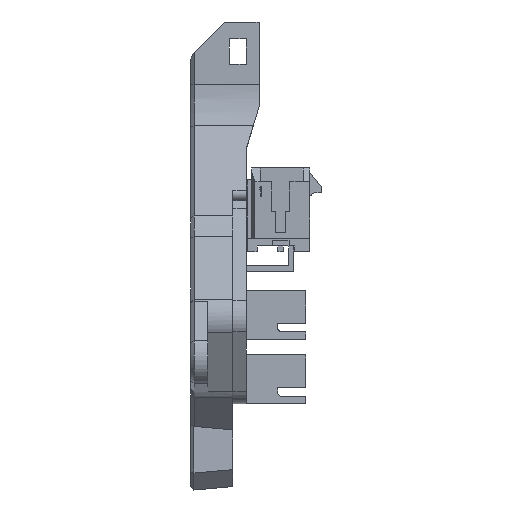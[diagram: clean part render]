
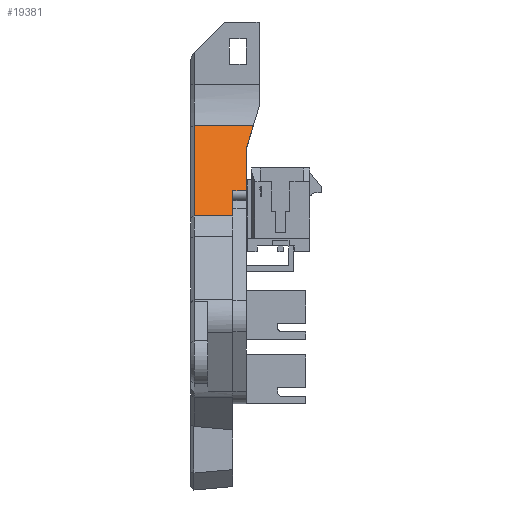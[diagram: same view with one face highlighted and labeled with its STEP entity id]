
A CAD part, front view. The second image highlights one B-rep face of the part: STEP entity #19381.
In plain terms, the highlighted face is planar.
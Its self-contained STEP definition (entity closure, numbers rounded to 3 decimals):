
#1513=FACE_OUTER_BOUND('',#2656,.T.);
#2656=EDGE_LOOP('',(#16768,#16769,#16770,#16771,#16772,#16773,#16774));
#4913=LINE('',#30522,#7343);
#5004=LINE('',#30746,#7434);
#5052=LINE('',#30863,#7482);
#5053=LINE('',#30866,#7483);
#5054=LINE('',#30868,#7484);
#5055=LINE('',#30870,#7485);
#5056=LINE('',#30871,#7486);
#7343=VECTOR('',#25004,10.);
#7434=VECTOR('',#25181,10.);
#7482=VECTOR('',#25297,10.);
#7483=VECTOR('',#25300,10.);
#7484=VECTOR('',#25301,10.);
#7485=VECTOR('',#25302,0.8);
#7486=VECTOR('',#25303,10.);
#9073=VERTEX_POINT('',#30519);
#9074=VERTEX_POINT('',#30521);
#9153=VERTEX_POINT('',#30736);
#9155=VERTEX_POINT('',#30742);
#9188=VERTEX_POINT('',#30865);
#9189=VERTEX_POINT('',#30867);
#9190=VERTEX_POINT('',#30869);
#11596=EDGE_CURVE('',#9074,#9073,#4913,.F.);
#11704=EDGE_CURVE('',#9153,#9155,#5004,.T.);
#11764=EDGE_CURVE('',#9155,#9073,#5052,.T.);
#11765=EDGE_CURVE('',#9188,#9153,#5053,.T.);
#11766=EDGE_CURVE('',#9189,#9188,#5054,.T.);
#11767=EDGE_CURVE('',#9190,#9189,#5055,.T.);
#11768=EDGE_CURVE('',#9190,#9074,#5056,.T.);
#16768=ORIENTED_EDGE('',*,*,#11704,.F.);
#16769=ORIENTED_EDGE('',*,*,#11765,.F.);
#16770=ORIENTED_EDGE('',*,*,#11766,.F.);
#16771=ORIENTED_EDGE('',*,*,#11767,.F.);
#16772=ORIENTED_EDGE('',*,*,#11768,.T.);
#16773=ORIENTED_EDGE('',*,*,#11596,.T.);
#16774=ORIENTED_EDGE('',*,*,#11764,.F.);
#18153=PLANE('',#20632);
#19381=ADVANCED_FACE('',(#1513),#18153,.T.);
#20632=AXIS2_PLACEMENT_3D('',#30864,#25298,#25299);
#25004=DIRECTION('',(-0.472,-0.844,-0.253));
#25181=DIRECTION('',(0.488,0.873,0.));
#25297=DIRECTION('',(0.,0.,1.));
#25298=DIRECTION('center_axis',(-0.873,0.488,0.));
#25299=DIRECTION('ref_axis',(0.488,0.873,0.));
#25300=DIRECTION('',(0.,0.,-1.));
#25301=DIRECTION('',(-0.488,-0.873,0.));
#25302=DIRECTION('',(0.,0.,-1.));
#25303=DIRECTION('',(0.488,0.873,0.));
#30519=CARTESIAN_POINT('',(-8.27,18.927,2.418));
#30521=CARTESIAN_POINT('',(-9.794,16.2,1.6));
#30522=CARTESIAN_POINT('',(-11.082,13.895,0.908));
#30736=CARTESIAN_POINT('',(-14.244,8.236,-4.6));
#30742=CARTESIAN_POINT('',(-8.27,18.927,-4.6));
#30746=CARTESIAN_POINT('',(-12.871,10.692,-4.6));
#30863=CARTESIAN_POINT('',(-8.27,18.927,0.));
#30864=CARTESIAN_POINT('Origin',(-15.,6.882,0.));
#30865=CARTESIAN_POINT('',(-14.244,8.236,0.));
#30866=CARTESIAN_POINT('',(-14.244,8.236,0.));
#30867=CARTESIAN_POINT('',(-12.577,11.219,0.));
#30868=CARTESIAN_POINT('',(-12.871,10.692,0.));
#30869=CARTESIAN_POINT('',(-12.577,11.219,1.6));
#30870=CARTESIAN_POINT('',(-12.577,11.219,0.));
#30871=CARTESIAN_POINT('',(-6.627,21.868,1.6));
